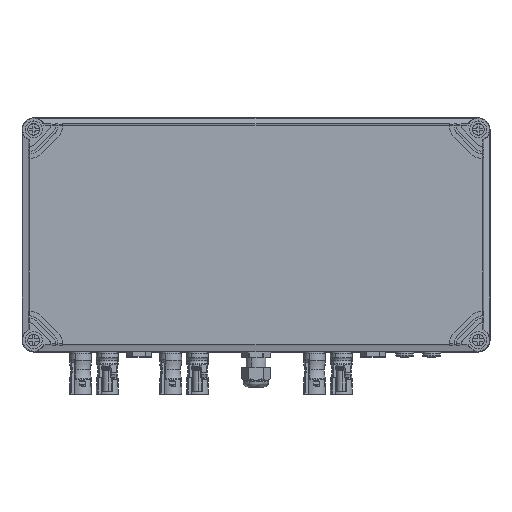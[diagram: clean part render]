
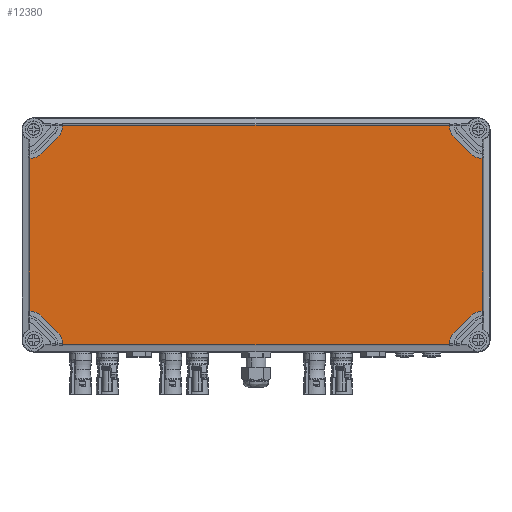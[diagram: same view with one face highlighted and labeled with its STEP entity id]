
A CAD part, top view. The second image highlights one B-rep face of the part: STEP entity #12380.
In plain terms, the highlighted planar face has unit normal (0, 0, 1).
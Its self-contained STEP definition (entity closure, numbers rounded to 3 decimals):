
#12207=AXIS2_PLACEMENT_3D('Plane Axis2P3D',#12204,#12205,#12206) ;
#12211=AXIS2_PLACEMENT_3D('Circle Axis2P3D',#12209,#12210,$) ;
#12225=AXIS2_PLACEMENT_3D('Circle Axis2P3D',#12223,#12224,$) ;
#12253=AXIS2_PLACEMENT_3D('Circle Axis2P3D',#12251,#12252,$) ;
#12267=AXIS2_PLACEMENT_3D('Circle Axis2P3D',#12265,#12266,$) ;
#12295=AXIS2_PLACEMENT_3D('Circle Axis2P3D',#12293,#12294,$) ;
#12309=AXIS2_PLACEMENT_3D('Circle Axis2P3D',#12307,#12308,$) ;
#12337=AXIS2_PLACEMENT_3D('Circle Axis2P3D',#12335,#12336,$) ;
#12351=AXIS2_PLACEMENT_3D('Circle Axis2P3D',#12349,#12350,$) ;
#10985=CARTESIAN_POINT('Vertex',(34.654,42.225,132.)) ;
#10992=CARTESIAN_POINT('Vertex',(365.346,42.225,132.)) ;
#10995=CARTESIAN_POINT('Line Origine',(200.,42.225,132.)) ;
#11024=CARTESIAN_POINT('Vertex',(365.346,42.725,132.)) ;
#11027=CARTESIAN_POINT('Line Origine',(365.346,42.475,132.)) ;
#11437=CARTESIAN_POINT('Line Origine',(34.654,42.475,132.)) ;
#11441=CARTESIAN_POINT('Vertex',(34.654,42.725,132.)) ;
#12204=CARTESIAN_POINT('Axis2P3D Location',(250.,136.025,132.)) ;
#12209=CARTESIAN_POINT('Axis2P3D Location',(379.346,42.725,132.)) ;
#12213=CARTESIAN_POINT('Vertex',(369.447,52.624,132.)) ;
#12216=CARTESIAN_POINT('Line Origine',(376.424,59.601,132.)) ;
#12220=CARTESIAN_POINT('Vertex',(383.401,66.578,132.)) ;
#12223=CARTESIAN_POINT('Axis2P3D Location',(393.3,56.679,132.)) ;
#12227=CARTESIAN_POINT('Vertex',(393.3,70.679,132.)) ;
#12230=CARTESIAN_POINT('Line Origine',(393.55,70.679,132.)) ;
#12234=CARTESIAN_POINT('Vertex',(393.8,70.679,132.)) ;
#12237=CARTESIAN_POINT('Line Origine',(393.8,136.025,132.)) ;
#12241=CARTESIAN_POINT('Vertex',(393.8,201.371,132.)) ;
#12244=CARTESIAN_POINT('Line Origine',(393.55,201.371,132.)) ;
#12248=CARTESIAN_POINT('Vertex',(393.3,201.371,132.)) ;
#12251=CARTESIAN_POINT('Axis2P3D Location',(393.3,215.371,132.)) ;
#12255=CARTESIAN_POINT('Vertex',(383.401,205.472,132.)) ;
#12258=CARTESIAN_POINT('Line Origine',(376.424,212.449,132.)) ;
#12262=CARTESIAN_POINT('Vertex',(369.447,219.426,132.)) ;
#12265=CARTESIAN_POINT('Axis2P3D Location',(379.346,229.325,132.)) ;
#12269=CARTESIAN_POINT('Vertex',(365.346,229.325,132.)) ;
#12272=CARTESIAN_POINT('Line Origine',(365.346,229.575,132.)) ;
#12276=CARTESIAN_POINT('Vertex',(365.346,229.825,132.)) ;
#12279=CARTESIAN_POINT('Line Origine',(200.,229.825,132.)) ;
#12283=CARTESIAN_POINT('Vertex',(34.654,229.825,132.)) ;
#12286=CARTESIAN_POINT('Line Origine',(34.654,229.575,132.)) ;
#12290=CARTESIAN_POINT('Vertex',(34.654,229.325,132.)) ;
#12293=CARTESIAN_POINT('Axis2P3D Location',(20.654,229.325,132.)) ;
#12297=CARTESIAN_POINT('Vertex',(30.553,219.426,132.)) ;
#12300=CARTESIAN_POINT('Line Origine',(23.576,212.449,132.)) ;
#12304=CARTESIAN_POINT('Vertex',(16.599,205.472,132.)) ;
#12307=CARTESIAN_POINT('Axis2P3D Location',(6.7,215.371,132.)) ;
#12311=CARTESIAN_POINT('Vertex',(6.7,201.371,132.)) ;
#12314=CARTESIAN_POINT('Line Origine',(6.45,201.371,132.)) ;
#12318=CARTESIAN_POINT('Vertex',(6.2,201.371,132.)) ;
#12321=CARTESIAN_POINT('Line Origine',(6.2,136.025,132.)) ;
#12325=CARTESIAN_POINT('Vertex',(6.2,70.679,132.)) ;
#12328=CARTESIAN_POINT('Line Origine',(6.45,70.679,132.)) ;
#12332=CARTESIAN_POINT('Vertex',(6.7,70.679,132.)) ;
#12335=CARTESIAN_POINT('Axis2P3D Location',(6.7,56.679,132.)) ;
#12339=CARTESIAN_POINT('Vertex',(16.599,66.578,132.)) ;
#12342=CARTESIAN_POINT('Line Origine',(23.576,59.601,132.)) ;
#12346=CARTESIAN_POINT('Vertex',(30.553,52.624,132.)) ;
#12349=CARTESIAN_POINT('Axis2P3D Location',(20.654,42.725,132.)) ;
#10996=DIRECTION('Vector Direction',(1.,0.,0.)) ;
#11028=DIRECTION('Vector Direction',(0.,-1.,0.)) ;
#11438=DIRECTION('Vector Direction',(0.,-1.,0.)) ;
#12205=DIRECTION('Axis2P3D Direction',(0.,0.,1.)) ;
#12206=DIRECTION('Axis2P3D XDirection',(1.,0.,0.)) ;
#12210=DIRECTION('Axis2P3D Direction',(0.,0.,1.)) ;
#12217=DIRECTION('Vector Direction',(-0.707,-0.707,0.)) ;
#12224=DIRECTION('Axis2P3D Direction',(0.,0.,1.)) ;
#12231=DIRECTION('Vector Direction',(-1.,0.,0.)) ;
#12238=DIRECTION('Vector Direction',(0.,1.,0.)) ;
#12245=DIRECTION('Vector Direction',(-1.,0.,0.)) ;
#12252=DIRECTION('Axis2P3D Direction',(0.,0.,1.)) ;
#12259=DIRECTION('Vector Direction',(-0.707,0.707,0.)) ;
#12266=DIRECTION('Axis2P3D Direction',(0.,0.,1.)) ;
#12273=DIRECTION('Vector Direction',(0.,-1.,0.)) ;
#12280=DIRECTION('Vector Direction',(1.,0.,0.)) ;
#12287=DIRECTION('Vector Direction',(0.,-1.,0.)) ;
#12294=DIRECTION('Axis2P3D Direction',(0.,0.,1.)) ;
#12301=DIRECTION('Vector Direction',(0.707,0.707,0.)) ;
#12308=DIRECTION('Axis2P3D Direction',(0.,0.,1.)) ;
#12315=DIRECTION('Vector Direction',(-1.,0.,0.)) ;
#12322=DIRECTION('Vector Direction',(0.,1.,0.)) ;
#12329=DIRECTION('Vector Direction',(-1.,0.,0.)) ;
#12336=DIRECTION('Axis2P3D Direction',(0.,0.,1.)) ;
#12343=DIRECTION('Vector Direction',(0.707,-0.707,0.)) ;
#12350=DIRECTION('Axis2P3D Direction',(0.,0.,1.)) ;
#10997=VECTOR('Line Direction',#10996,1.) ;
#11029=VECTOR('Line Direction',#11028,1.) ;
#11439=VECTOR('Line Direction',#11438,1.) ;
#12218=VECTOR('Line Direction',#12217,1.) ;
#12232=VECTOR('Line Direction',#12231,1.) ;
#12239=VECTOR('Line Direction',#12238,1.) ;
#12246=VECTOR('Line Direction',#12245,1.) ;
#12260=VECTOR('Line Direction',#12259,1.) ;
#12274=VECTOR('Line Direction',#12273,1.) ;
#12281=VECTOR('Line Direction',#12280,1.) ;
#12288=VECTOR('Line Direction',#12287,1.) ;
#12302=VECTOR('Line Direction',#12301,1.) ;
#12316=VECTOR('Line Direction',#12315,1.) ;
#12323=VECTOR('Line Direction',#12322,1.) ;
#12330=VECTOR('Line Direction',#12329,1.) ;
#12344=VECTOR('Line Direction',#12343,1.) ;
#12355=ORIENTED_EDGE('',*,*,#10999,.F.) ;
#12356=ORIENTED_EDGE('',*,*,#11031,.F.) ;
#12357=ORIENTED_EDGE('',*,*,#12215,.T.) ;
#12358=ORIENTED_EDGE('',*,*,#12222,.F.) ;
#12359=ORIENTED_EDGE('',*,*,#12229,.F.) ;
#12360=ORIENTED_EDGE('',*,*,#12236,.F.) ;
#12361=ORIENTED_EDGE('',*,*,#12243,.F.) ;
#12362=ORIENTED_EDGE('',*,*,#12250,.T.) ;
#12363=ORIENTED_EDGE('',*,*,#12257,.T.) ;
#12364=ORIENTED_EDGE('',*,*,#12264,.T.) ;
#12365=ORIENTED_EDGE('',*,*,#12271,.F.) ;
#12366=ORIENTED_EDGE('',*,*,#12278,.T.) ;
#12367=ORIENTED_EDGE('',*,*,#12285,.T.) ;
#12368=ORIENTED_EDGE('',*,*,#12292,.F.) ;
#12369=ORIENTED_EDGE('',*,*,#12299,.T.) ;
#12370=ORIENTED_EDGE('',*,*,#12306,.F.) ;
#12371=ORIENTED_EDGE('',*,*,#12313,.F.) ;
#12372=ORIENTED_EDGE('',*,*,#12320,.F.) ;
#12373=ORIENTED_EDGE('',*,*,#12327,.T.) ;
#12374=ORIENTED_EDGE('',*,*,#12334,.T.) ;
#12375=ORIENTED_EDGE('',*,*,#12341,.T.) ;
#12376=ORIENTED_EDGE('',*,*,#12348,.T.) ;
#12377=ORIENTED_EDGE('',*,*,#12353,.F.) ;
#12378=ORIENTED_EDGE('',*,*,#11443,.T.) ;
#12380=ADVANCED_FACE('Hauptkoerper',(#12379),#12208,.T.) ;
#12212=CIRCLE('generated circle',#12211,14.) ;
#12226=CIRCLE('generated circle',#12225,14.) ;
#12254=CIRCLE('generated circle',#12253,14.) ;
#12268=CIRCLE('generated circle',#12267,14.) ;
#12296=CIRCLE('generated circle',#12295,14.) ;
#12310=CIRCLE('generated circle',#12309,14.) ;
#12338=CIRCLE('generated circle',#12337,14.) ;
#12352=CIRCLE('generated circle',#12351,14.) ;
#10999=EDGE_CURVE('',#10993,#10986,#10998,.F.) ;
#11031=EDGE_CURVE('',#11025,#10993,#11030,.T.) ;
#11443=EDGE_CURVE('',#11442,#10986,#11440,.T.) ;
#12215=EDGE_CURVE('',#11025,#12214,#12212,.F.) ;
#12222=EDGE_CURVE('',#12221,#12214,#12219,.T.) ;
#12229=EDGE_CURVE('',#12228,#12221,#12226,.T.) ;
#12236=EDGE_CURVE('',#12235,#12228,#12233,.T.) ;
#12243=EDGE_CURVE('',#12242,#12235,#12240,.F.) ;
#12250=EDGE_CURVE('',#12242,#12249,#12247,.T.) ;
#12257=EDGE_CURVE('',#12249,#12256,#12254,.F.) ;
#12264=EDGE_CURVE('',#12256,#12263,#12261,.T.) ;
#12271=EDGE_CURVE('',#12270,#12263,#12268,.T.) ;
#12278=EDGE_CURVE('',#12270,#12277,#12275,.F.) ;
#12285=EDGE_CURVE('',#12277,#12284,#12282,.F.) ;
#12292=EDGE_CURVE('',#12291,#12284,#12289,.F.) ;
#12299=EDGE_CURVE('',#12291,#12298,#12296,.F.) ;
#12306=EDGE_CURVE('',#12305,#12298,#12303,.T.) ;
#12313=EDGE_CURVE('',#12312,#12305,#12310,.T.) ;
#12320=EDGE_CURVE('',#12319,#12312,#12317,.F.) ;
#12327=EDGE_CURVE('',#12319,#12326,#12324,.F.) ;
#12334=EDGE_CURVE('',#12326,#12333,#12331,.F.) ;
#12341=EDGE_CURVE('',#12333,#12340,#12338,.F.) ;
#12348=EDGE_CURVE('',#12340,#12347,#12345,.T.) ;
#12353=EDGE_CURVE('',#11442,#12347,#12352,.T.) ;
#12354=EDGE_LOOP('',(#12355,#12356,#12357,#12358,#12359,#12360,#12361,#12362,#12363,#12364,#12365,#12366,#12367,#12368,#12369,#12370,#12371,#12372,#12373,#12374,#12375,#12376,#12377,#12378)) ;
#12379=FACE_OUTER_BOUND('',#12354,.T.) ;
#10998=LINE('Line',#10995,#10997) ;
#11030=LINE('Line',#11027,#11029) ;
#11440=LINE('Line',#11437,#11439) ;
#12219=LINE('Line',#12216,#12218) ;
#12233=LINE('Line',#12230,#12232) ;
#12240=LINE('Line',#12237,#12239) ;
#12247=LINE('Line',#12244,#12246) ;
#12261=LINE('Line',#12258,#12260) ;
#12275=LINE('Line',#12272,#12274) ;
#12282=LINE('Line',#12279,#12281) ;
#12289=LINE('Line',#12286,#12288) ;
#12303=LINE('Line',#12300,#12302) ;
#12317=LINE('Line',#12314,#12316) ;
#12324=LINE('Line',#12321,#12323) ;
#12331=LINE('Line',#12328,#12330) ;
#12345=LINE('Line',#12342,#12344) ;
#12208=PLANE('',#12207) ;
#10986=VERTEX_POINT('',#10985) ;
#10993=VERTEX_POINT('',#10992) ;
#11025=VERTEX_POINT('',#11024) ;
#11442=VERTEX_POINT('',#11441) ;
#12214=VERTEX_POINT('',#12213) ;
#12221=VERTEX_POINT('',#12220) ;
#12228=VERTEX_POINT('',#12227) ;
#12235=VERTEX_POINT('',#12234) ;
#12242=VERTEX_POINT('',#12241) ;
#12249=VERTEX_POINT('',#12248) ;
#12256=VERTEX_POINT('',#12255) ;
#12263=VERTEX_POINT('',#12262) ;
#12270=VERTEX_POINT('',#12269) ;
#12277=VERTEX_POINT('',#12276) ;
#12284=VERTEX_POINT('',#12283) ;
#12291=VERTEX_POINT('',#12290) ;
#12298=VERTEX_POINT('',#12297) ;
#12305=VERTEX_POINT('',#12304) ;
#12312=VERTEX_POINT('',#12311) ;
#12319=VERTEX_POINT('',#12318) ;
#12326=VERTEX_POINT('',#12325) ;
#12333=VERTEX_POINT('',#12332) ;
#12340=VERTEX_POINT('',#12339) ;
#12347=VERTEX_POINT('',#12346) ;
